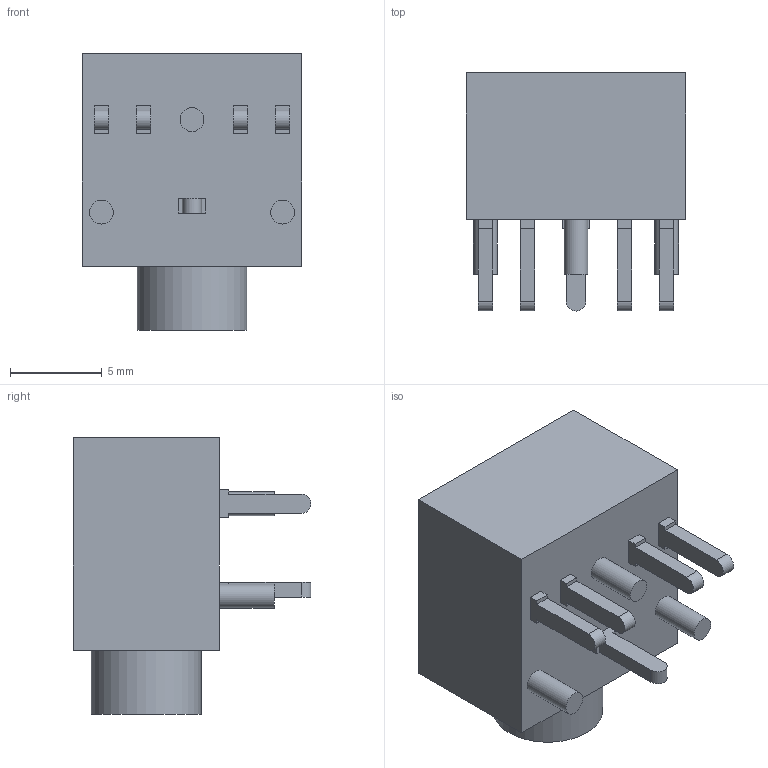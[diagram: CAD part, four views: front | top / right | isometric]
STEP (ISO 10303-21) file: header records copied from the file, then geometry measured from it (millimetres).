
FILE_DESCRIPTION(/* description */ (''),/* implementation_level */ '2;1');
FILE_NAME(/* name */ 'Connectors_XKB Connectivity_PJ-3062-CO.step',/* time_stamp */ '2021-03-23T22:36:46+01:00',/* author */ (''),/* organization */ (''),/* preprocessor_version */ 'ST-DEVELOPER v18.1',/* originating_system */ 'Autodesk Translation Framework v9.10.0.1330',/* authorisation */ '');
FILE_SCHEMA (('AUTOMOTIVE_DESIGN { 1 0 10303 214 3 1 1 }'));
Length unit declared in the file: millimetre
Products named in the file (1): (Nicht gespeichert)
Bounding box: 12 x 13 x 15.1 mm (x, y, z)
Volume: 1128.9 mm3; surface area: 980.6 mm2
Topology: 1 solids, 1 shells, 61 faces, 147 edges, 98 vertices
Faces by surface type: plane 51, cylinder 10
Full cylindrical faces by diameter (mm): 1.3 x3, 3.6 x1, 6 x1
Entity records: 1794 total; most frequent: CARTESIAN_POINT 307, ORIENTED_EDGE 294, DIRECTION 291, EDGE_CURVE 147, LINE 127, VECTOR 127, VERTEX_POINT 98, AXIS2_PLACEMENT_3D 82
